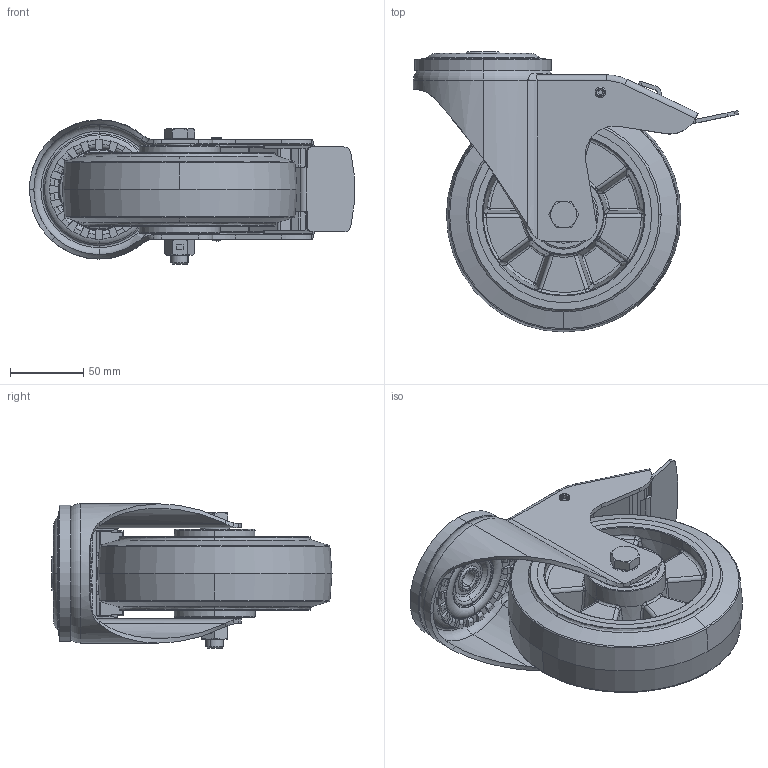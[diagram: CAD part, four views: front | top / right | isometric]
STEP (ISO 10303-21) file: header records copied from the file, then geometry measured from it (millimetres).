
FILE_DESCRIPTION (( 'STEP AP214' ), '1' );
FILE_NAME ('0055982.step', '2023-07-27T11:18:12', ( '' ), ( '' ), 'SwSTEP 2.0', 'SolidWorks 2020', '' );
FILE_SCHEMA (( 'AUTOMOTIVE_DESIGN' ));
Length unit declared in the file: millimetre
Products named in the file (1): 0055982
Bounding box: 221.77 x 191 x 98.5 mm (x, y, z)
Volume: 803415.9 mm3; surface area: 307534.4 mm2
Topology: 27 solids, 28 shells, 1579 faces, 3896 edges, 2329 vertices
Faces by surface type: plane 495, cylinder 388, bspline 291, torus 225, cone 142, sphere 38
Entity records: 76488 total; most frequent: CARTESIAN_POINT 23633, ORIENTED_EDGE 7604, DIRECTION 7191, EDGE_CURVE 3802, AXIS2_PLACEMENT_3D 2932, VERTEX_POINT 2305, EDGE_LOOP 1659, CIRCLE 1643
